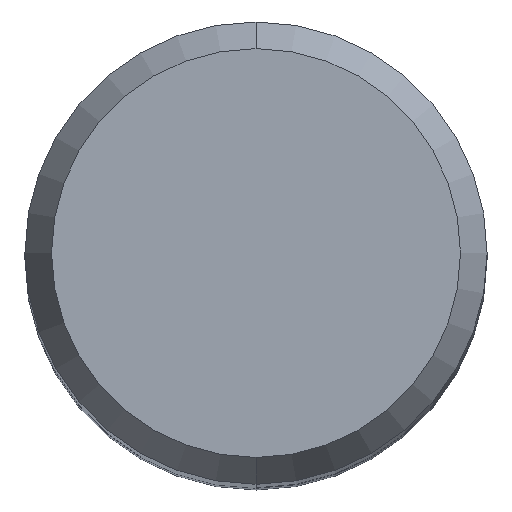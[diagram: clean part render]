
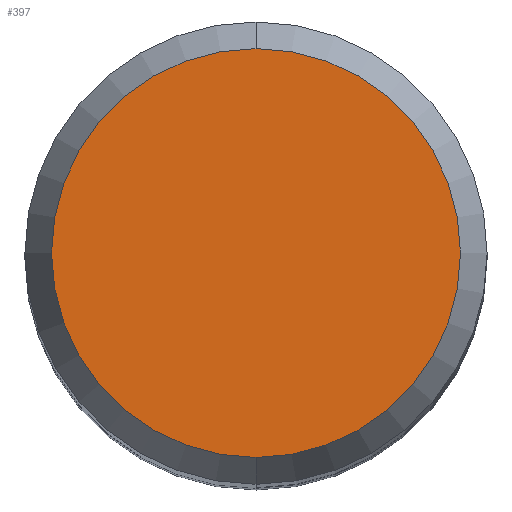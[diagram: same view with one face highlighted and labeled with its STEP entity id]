
A CAD part, top view. The second image highlights one B-rep face of the part: STEP entity #397.
In plain terms, the highlighted planar face has unit normal (0, 0, 1).
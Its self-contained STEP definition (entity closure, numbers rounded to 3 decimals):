
#289=VERTEX_POINT('',#657);
#321=EDGE_CURVE('',#337,#289,#692,.T.);
#337=VERTEX_POINT('',#710);
#397=ADVANCED_FACE('',(#775),#776,.T.);
#417=EDGE_CURVE('',#289,#337,#801,.T.);
#657=CARTESIAN_POINT('',(0.,-4.423,0.0));
#692=CIRCLE('',#1196,4.423);
#710=CARTESIAN_POINT('',(0.0,4.423,0.0));
#775=FACE_OUTER_BOUND('',#1361,.T.);
#776=PLANE('',#1362);
#801=CIRCLE('',#1408,4.423);
#1196=AXIS2_PLACEMENT_3D('',#1799,#1800,#1801);
#1361=EDGE_LOOP('',(#1897,#1898));
#1362=AXIS2_PLACEMENT_3D('',#1899,#1900,#1901);
#1408=AXIS2_PLACEMENT_3D('',#1942,#1943,#1944);
#1799=CARTESIAN_POINT('',(0.0,0.0,0.0));
#1800=DIRECTION('',(0.0,0.0,-1.0));
#1801=DIRECTION('',(0.0,1.0,0.0));
#1897=ORIENTED_EDGE('',*,*,#321,.F.);
#1898=ORIENTED_EDGE('',*,*,#417,.F.);
#1899=CARTESIAN_POINT('',(0.0,2.211,0.0));
#1900=DIRECTION('',(-0.0,0.0,1.0));
#1901=DIRECTION('',(0.0,-1.0,0.0));
#1942=CARTESIAN_POINT('',(0.0,0.0,0.0));
#1943=DIRECTION('',(0.0,0.0,-1.0));
#1944=DIRECTION('',(0.0,1.0,0.0));
